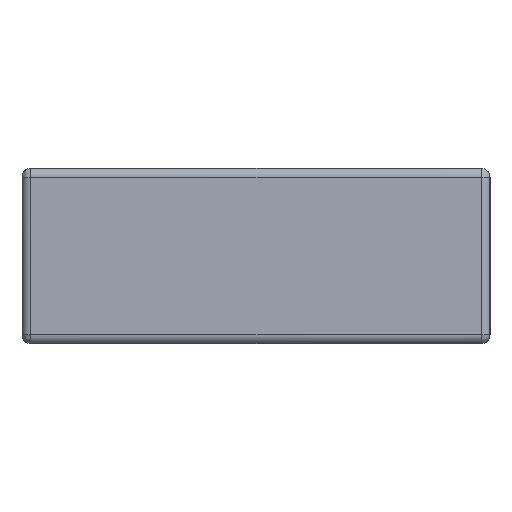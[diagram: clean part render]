
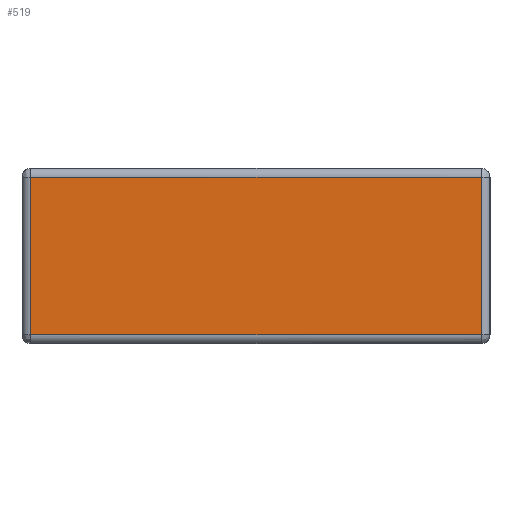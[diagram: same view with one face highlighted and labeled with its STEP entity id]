
A CAD part, left-side view. The second image highlights one B-rep face of the part: STEP entity #519.
In plain terms, the highlighted planar face has unit normal (-1, 0, 0).
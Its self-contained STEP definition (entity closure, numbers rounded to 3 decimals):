
#519=ADVANCED_FACE('',(#561),#1917,.T.);
#561=FACE_OUTER_BOUND('',#603,.T.);
#603=EDGE_LOOP('',(#693,#694,#695,#696));
#693=ORIENTED_EDGE('',*,*,#1333,.T.);
#694=ORIENTED_EDGE('',*,*,#1334,.T.);
#695=ORIENTED_EDGE('',*,*,#1335,.T.);
#696=ORIENTED_EDGE('',*,*,#1336,.T.);
#853=PCURVE('',#1917,#1013);
#854=PCURVE('',#1917,#1014);
#855=PCURVE('',#1917,#1015);
#856=PCURVE('',#1917,#1016);
#1013=DEFINITIONAL_REPRESENTATION('',(#1558),#3400);
#1014=DEFINITIONAL_REPRESENTATION('',(#1560),#3400);
#1015=DEFINITIONAL_REPRESENTATION('',(#1562),#3400);
#1016=DEFINITIONAL_REPRESENTATION('',(#1564),#3400);
#1173=SURFACE_CURVE('',#1557,(#853),.PCURVE_S1.);
#1174=SURFACE_CURVE('',#1559,(#854),.PCURVE_S1.);
#1175=SURFACE_CURVE('',#1561,(#855),.PCURVE_S1.);
#1176=SURFACE_CURVE('',#1563,(#856),.PCURVE_S1.);
#1333=EDGE_CURVE('',#1813,#1814,#1173,.T.);
#1334=EDGE_CURVE('',#1814,#1815,#1174,.T.);
#1335=EDGE_CURVE('',#1815,#1816,#1175,.T.);
#1336=EDGE_CURVE('',#1816,#1813,#1176,.T.);
#1557=B_SPLINE_CURVE_WITH_KNOTS('',1,(#2458,#2459),.UNSPECIFIED.,.F.,.F.,
(2,2),(0.,1.),.UNSPECIFIED.);
#1558=B_SPLINE_CURVE_WITH_KNOTS('',1,(#2460,#2461),.UNSPECIFIED.,.F.,.F.,
(2,2),(0.,1.),.UNSPECIFIED.);
#1559=B_SPLINE_CURVE_WITH_KNOTS('',1,(#2462,#2463),.UNSPECIFIED.,.F.,.F.,
(2,2),(0.,1.),.UNSPECIFIED.);
#1560=B_SPLINE_CURVE_WITH_KNOTS('',1,(#2464,#2465),.UNSPECIFIED.,.F.,.F.,
(2,2),(0.,1.),.UNSPECIFIED.);
#1561=B_SPLINE_CURVE_WITH_KNOTS('',1,(#2466,#2467),.UNSPECIFIED.,.F.,.F.,
(2,2),(0.,1.),.UNSPECIFIED.);
#1562=B_SPLINE_CURVE_WITH_KNOTS('',1,(#2468,#2469),.UNSPECIFIED.,.F.,.F.,
(2,2),(0.,1.),.UNSPECIFIED.);
#1563=B_SPLINE_CURVE_WITH_KNOTS('',1,(#2470,#2471),.UNSPECIFIED.,.F.,.F.,
(2,2),(0.,1.),.UNSPECIFIED.);
#1564=B_SPLINE_CURVE_WITH_KNOTS('',1,(#2472,#2473),.UNSPECIFIED.,.F.,.F.,
(2,2),(0.,1.),.UNSPECIFIED.);
#1813=VERTEX_POINT('',#2454);
#1814=VERTEX_POINT('',#2455);
#1815=VERTEX_POINT('',#2456);
#1816=VERTEX_POINT('',#2457);
#1917=PLANE('',#1951);
#1951=AXIS2_PLACEMENT_3D('',#2453,#1968,$);
#1968=DIRECTION('',(-1.,0.,0.));
#2453=CARTESIAN_POINT('',(-0.8,-0.385,0.015));
#2454=CARTESIAN_POINT('',(-0.8,-0.385,0.285));
#2455=CARTESIAN_POINT('',(-0.8,0.385,0.285));
#2456=CARTESIAN_POINT('',(-0.8,0.385,0.015));
#2457=CARTESIAN_POINT('',(-0.8,-0.385,0.015));
#2458=CARTESIAN_POINT('',(-0.8,-0.385,0.285));
#2459=CARTESIAN_POINT('',(-0.8,0.385,0.285));
#2460=CARTESIAN_POINT('',(1.,0.));
#2461=CARTESIAN_POINT('',(1.,1.));
#2462=CARTESIAN_POINT('',(-0.8,0.385,0.285));
#2463=CARTESIAN_POINT('',(-0.8,0.385,0.015));
#2464=CARTESIAN_POINT('',(1.,1.));
#2465=CARTESIAN_POINT('',(0.,1.));
#2466=CARTESIAN_POINT('',(-0.8,0.385,0.015));
#2467=CARTESIAN_POINT('',(-0.8,-0.385,0.015));
#2468=CARTESIAN_POINT('',(0.,1.));
#2469=CARTESIAN_POINT('',(0.,0.));
#2470=CARTESIAN_POINT('',(-0.8,-0.385,0.015));
#2471=CARTESIAN_POINT('',(-0.8,-0.385,0.285));
#2472=CARTESIAN_POINT('',(0.,0.));
#2473=CARTESIAN_POINT('',(1.,0.));
#3400=(
GEOMETRIC_REPRESENTATION_CONTEXT(2)
PARAMETRIC_REPRESENTATION_CONTEXT()
REPRESENTATION_CONTEXT('pspace','')
);
